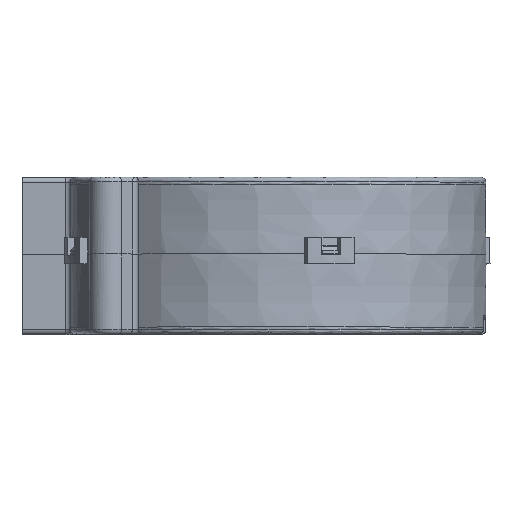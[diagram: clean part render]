
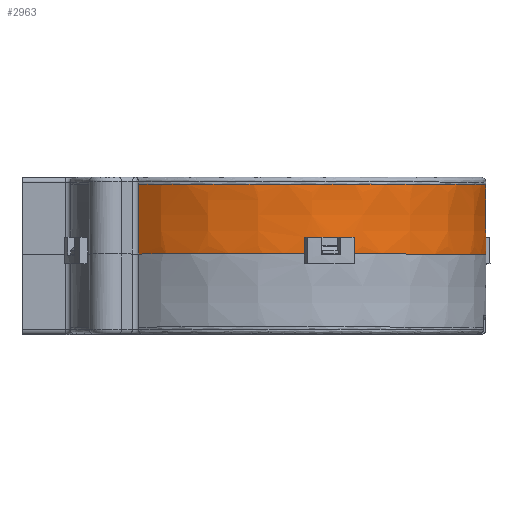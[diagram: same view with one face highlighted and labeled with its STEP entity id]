
A CAD part, top view. The second image highlights one B-rep face of the part: STEP entity #2963.
In plain terms, the highlighted face is a extrusion surface.
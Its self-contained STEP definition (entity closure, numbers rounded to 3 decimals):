
#468=CARTESIAN_POINT('',(43.839,-16.,-21.277));
#469=CARTESIAN_POINT('',(43.408,-16.,-22.367));
#470=CARTESIAN_POINT('',(41.837,-16.,-25.973));
#471=CARTESIAN_POINT('',(39.862,-16.,-29.389));
#472=CARTESIAN_POINT('',(38.299,-16.,-31.663));
#573=DIRECTION('',(0.,-1.,0.));
#574=VECTOR('',#573,3.5);
#575=CARTESIAN_POINT('',(46.602,-12.5,-11.641));
#576=LINE('',#575,#574);
#577=DIRECTION('',(0.,1.,0.));
#578=VECTOR('',#577,3.5);
#579=CARTESIAN_POINT('',(19.349,-16.,38.543));
#580=LINE('',#579,#578);
#581=CARTESIAN_POINT('',(3.978,-12.5,-3.294));
#582=DIRECTION('',(0.,-1.,0.));
#583=DIRECTION('',(0.281,0.,0.96));
#584=AXIS2_PLACEMENT_3D('',#581,#582,#583);
#586=DIRECTION('',(0.,-1.,0.));
#587=VECTOR('',#586,3.5);
#588=CARTESIAN_POINT('',(9.578,-12.5,40.933));
#589=LINE('',#588,#587);
#590=DIRECTION('',(0.,1.,0.));
#591=VECTOR('',#590,14.5);
#592=CARTESIAN_POINT('',(-24.916,-16.,31.638));
#593=LINE('',#592,#591);
#594=DIRECTION('',(0.,-1.,0.));
#595=VECTOR('',#594,14.5);
#596=CARTESIAN_POINT('',(38.299,-1.5,-31.663));
#597=LINE('',#596,#595);
#598=DIRECTION('',(0.,1.,0.));
#599=VECTOR('',#598,3.5);
#600=CARTESIAN_POINT('',(43.839,-16.,-21.277));
#601=LINE('',#600,#599);
#602=CARTESIAN_POINT('',(-3.797,-12.5,-2.392));
#603=DIRECTION('',(0.,-1.,0.));
#604=DIRECTION('',(0.95,0.,-0.314));
#605=AXIS2_PLACEMENT_3D('',#602,#603,#604);
#620=CARTESIAN_POINT('',(46.602,-12.5,-11.641));
#621=CARTESIAN_POINT('',(46.421,-12.5,-12.634));
#622=CARTESIAN_POINT('',(46.21,-12.5,-13.622));
#623=CARTESIAN_POINT('',(45.969,-12.5,-14.603));
#671=CARTESIAN_POINT('',(44.862,-12.5,-18.457));
#672=CARTESIAN_POINT('',(44.549,-12.5,-19.406));
#673=CARTESIAN_POINT('',(44.207,-12.5,-20.347));
#674=CARTESIAN_POINT('',(43.839,-12.5,-21.277));
#809=CARTESIAN_POINT('',(16.501,-12.5,39.488));
#810=CARTESIAN_POINT('',(17.461,-12.5,39.206));
#811=CARTESIAN_POINT('',(18.411,-12.5,38.891));
#812=CARTESIAN_POINT('',(19.349,-12.5,38.543));
#839=CARTESIAN_POINT('',(19.349,-16.,38.543));
#840=CARTESIAN_POINT('',(20.142,-16.,38.248));
#841=CARTESIAN_POINT('',(28.124,-16.,35.001));
#842=CARTESIAN_POINT('',(41.558,-16.,23.795));
#843=CARTESIAN_POINT('',(48.064,-16.,4.251));
#844=CARTESIAN_POINT('',(47.3,-16.,-7.804));
#845=CARTESIAN_POINT('',(46.602,-16.,-11.641));
#1072=CARTESIAN_POINT('',(-24.916,-16.,31.638));
#1073=CARTESIAN_POINT('',(-23.424,-16.,32.866));
#1074=CARTESIAN_POINT('',(-16.034,-16.,38.121));
#1075=CARTESIAN_POINT('',(-3.976,-16.,41.61));
#1076=CARTESIAN_POINT('',(6.411,-16.,41.341));
#1077=CARTESIAN_POINT('',(9.578,-16.,40.933));
#1477=CARTESIAN_POINT('',(38.299,-1.5,
-31.663));
#1478=CARTESIAN_POINT('',(39.862,-1.5,
-29.389));
#1479=CARTESIAN_POINT('',(45.482,-1.5,
-19.666));
#1480=CARTESIAN_POINT('',(49.546,-1.5,
-0.201));
#1481=CARTESIAN_POINT('',(41.558,-1.5,23.795));
#1482=CARTESIAN_POINT('',(22.864,-1.5,39.388));
#1483=CARTESIAN_POINT('',(0.177,-1.5,
42.812));
#1484=CARTESIAN_POINT('',(-16.034,-1.5,
38.121));
#1485=CARTESIAN_POINT('',(-23.424,-1.5,
32.866));
#1486=CARTESIAN_POINT('',(-24.916,-1.5,
31.638));
#1776=CARTESIAN_POINT('',(9.578,-12.5,40.933));
#1777=CARTESIAN_POINT('',(10.588,-12.5,40.803));
#1778=CARTESIAN_POINT('',(11.594,-12.5,40.64));
#1779=CARTESIAN_POINT('',(12.592,-12.5,40.443));
#1883=CARTESIAN_POINT('',(-24.916,-1.5,
31.638));
#1884=VERTEX_POINT('',#1883);
#1885=CARTESIAN_POINT('',(-24.916,-16.,31.638));
#1886=VERTEX_POINT('',#1885);
#1887=CARTESIAN_POINT('',(38.299,-1.5,
-31.663));
#1888=VERTEX_POINT('',#1887);
#1893=CARTESIAN_POINT('',(38.299,-16.,-31.663));
#1894=VERTEX_POINT('',#1893);
#2052=VERTEX_POINT('',#1077);
#2067=CARTESIAN_POINT('',(12.592,-12.5,40.443));
#2068=VERTEX_POINT('',#2067);
#2075=CARTESIAN_POINT('',(16.501,-12.5,39.488));
#2076=VERTEX_POINT('',#2075);
#2085=VERTEX_POINT('',#620);
#2086=VERTEX_POINT('',#623);
#2087=CARTESIAN_POINT('',(46.602,-16.,-11.641));
#2088=VERTEX_POINT('',#2087);
#2089=VERTEX_POINT('',#839);
#2090=CARTESIAN_POINT('',(19.349,-12.5,38.543));
#2091=VERTEX_POINT('',#2090);
#2092=VERTEX_POINT('',#1776);
#2093=VERTEX_POINT('',#468);
#2094=CARTESIAN_POINT('',(43.839,-12.5,-21.277));
#2095=VERTEX_POINT('',#2094);
#2096=VERTEX_POINT('',#671);
#2915=CARTESIAN_POINT('',(37.546,0.,-32.731));
#2916=CARTESIAN_POINT('',(37.801,0.,-32.378));
#2917=CARTESIAN_POINT('',(39.643,0.,-29.768));
#2918=CARTESIAN_POINT('',(45.482,0.,-19.666));
#2919=CARTESIAN_POINT('',(49.546,0.,-0.201));
#2920=CARTESIAN_POINT('',(41.558,0.,23.795));
#2921=CARTESIAN_POINT('',(22.864,0.,39.388));
#2922=CARTESIAN_POINT('',(0.177,0.,42.812));
#2923=CARTESIAN_POINT('',(-16.034,0.,38.121));
#2924=CARTESIAN_POINT('',(-23.78,0.,32.613));
#2925=CARTESIAN_POINT('',(-25.585,0.,31.079));
#2926=CARTESIAN_POINT('',(-25.913,0.,30.791));
#2928=DIRECTION('',(0.,1.,0.));
#2929=VECTOR('',#2928,1.);
#2930=SURFACE_OF_LINEAR_EXTRUSION('',#2927,#2929);
#2932=ORIENTED_EDGE('',*,*,#2931,.F.);
#2934=ORIENTED_EDGE('',*,*,#2933,.T.);
#2936=ORIENTED_EDGE('',*,*,#2935,.F.);
#2938=ORIENTED_EDGE('',*,*,#2937,.T.);
#2940=ORIENTED_EDGE('',*,*,#2939,.F.);
#2942=ORIENTED_EDGE('',*,*,#2941,.T.);
#2944=ORIENTED_EDGE('',*,*,#2943,.F.);
#2946=ORIENTED_EDGE('',*,*,#2945,.T.);
#2948=ORIENTED_EDGE('',*,*,#2947,.F.);
#2950=ORIENTED_EDGE('',*,*,#2949,.T.);
#2952=ORIENTED_EDGE('',*,*,#2951,.F.);
#2954=ORIENTED_EDGE('',*,*,#2953,.T.);
#2955=ORIENTED_EDGE('',*,*,#2804,.F.);
#2957=ORIENTED_EDGE('',*,*,#2956,.T.);
#2959=ORIENTED_EDGE('',*,*,#2958,.F.);
#2960=ORIENTED_EDGE('',*,*,#2906,.T.);
#2961=EDGE_LOOP('',(#2932,#2934,#2936,#2938,#2940,#2942,#2944,#2946,#2948,#2950,
#2952,#2954,#2955,#2957,#2959,#2960));
#2962=FACE_OUTER_BOUND('',#2961,.F.);
#2963=ADVANCED_FACE('',(#2962),#2930,.F.);
#473=B_SPLINE_CURVE_WITH_KNOTS('',3,(#468,#469,#470,#471,#472),.UNSPECIFIED.,
.F.,.F.,(4,1,4),(0.,0.298,1.),.UNSPECIFIED.);
#585=CIRCLE('',#584,44.577);
#606=CIRCLE('',#605,51.243);
#624=B_SPLINE_CURVE_WITH_KNOTS('',3,(#620,#621,#622,#623),.UNSPECIFIED.,.F.,.F.,
(4,4),(0.,1.),.UNSPECIFIED.);
#675=B_SPLINE_CURVE_WITH_KNOTS('',3,(#671,#672,#673,#674),.UNSPECIFIED.,.F.,.F.,
(4,4),(0.,1.),.UNSPECIFIED.);
#813=B_SPLINE_CURVE_WITH_KNOTS('',3,(#809,#810,#811,#812),.UNSPECIFIED.,.F.,.F.,
(4,4),(0.,1.),.UNSPECIFIED.);
#846=B_SPLINE_CURVE_WITH_KNOTS('',3,(#839,#840,#841,#842,#843,#844,#845),
.UNSPECIFIED.,.F.,.F.,(4,1,1,1,4),(0.,0.041,0.418,
0.811,1.),.UNSPECIFIED.);
#1078=B_SPLINE_CURVE_WITH_KNOTS('',3,(#1072,#1073,#1074,#1075,#1076,#1077),
.UNSPECIFIED.,.F.,.F.,(4,1,1,4),(0.,0.158,0.739,1.),
.UNSPECIFIED.);
#1487=B_SPLINE_CURVE_WITH_KNOTS('',3,(#1477,#1478,#1479,#1480,#1481,#1482,#1483,
#1484,#1485,#1486),.UNSPECIFIED.,.F.,.F.,(4,1,1,1,1,1,1,4),(0.,
0.063,0.256,0.443,0.622,
0.792,0.956,1.),.UNSPECIFIED.);
#1780=B_SPLINE_CURVE_WITH_KNOTS('',3,(#1776,#1777,#1778,#1779),.UNSPECIFIED.,
.F.,.F.,(4,4),(0.,1.),.UNSPECIFIED.);
#2804=EDGE_CURVE('',#2093,#1894,#473,.T.);
#2906=EDGE_CURVE('',#2096,#2086,#606,.T.);
#2927=B_SPLINE_CURVE_WITH_KNOTS('',3,(#2915,#2916,#2917,#2918,#2919,#2920,#2921,
#2922,#2923,#2924,#2925,#2926),.UNSPECIFIED.,.F.,.F.,(4,1,1,1,1,1,1,1,1,4),
(0.,0.01,0.072,0.261,0.444,
0.62,0.786,0.947,0.99,1.),
.UNSPECIFIED.);
#2931=EDGE_CURVE('',#2085,#2086,#624,.T.);
#2933=EDGE_CURVE('',#2085,#2088,#576,.T.);
#2935=EDGE_CURVE('',#2089,#2088,#846,.T.);
#2937=EDGE_CURVE('',#2089,#2091,#580,.T.);
#2939=EDGE_CURVE('',#2076,#2091,#813,.T.);
#2941=EDGE_CURVE('',#2076,#2068,#585,.T.);
#2943=EDGE_CURVE('',#2092,#2068,#1780,.T.);
#2945=EDGE_CURVE('',#2092,#2052,#589,.T.);
#2947=EDGE_CURVE('',#1886,#2052,#1078,.T.);
#2949=EDGE_CURVE('',#1886,#1884,#593,.T.);
#2951=EDGE_CURVE('',#1888,#1884,#1487,.T.);
#2953=EDGE_CURVE('',#1888,#1894,#597,.T.);
#2956=EDGE_CURVE('',#2093,#2095,#601,.T.);
#2958=EDGE_CURVE('',#2096,#2095,#675,.T.);
